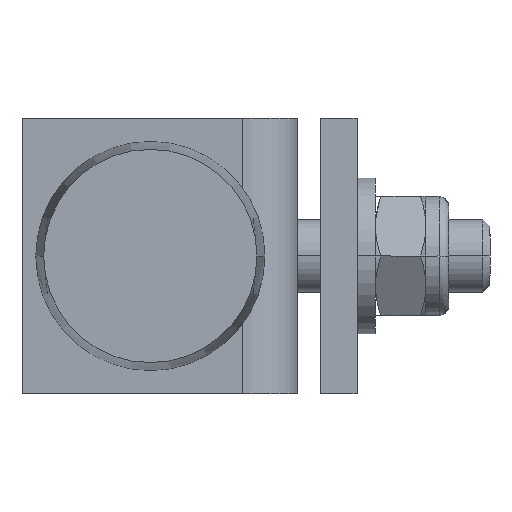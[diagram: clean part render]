
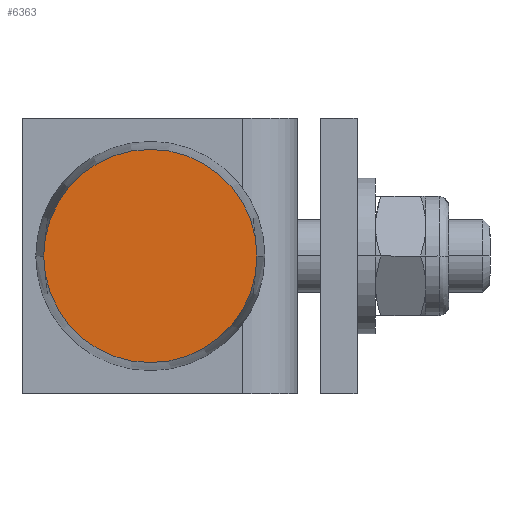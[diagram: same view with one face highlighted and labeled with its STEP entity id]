
A CAD part, left-side view. The second image highlights one B-rep face of the part: STEP entity #6363.
In plain terms, the highlighted planar face has unit normal (-1, 0, 0).
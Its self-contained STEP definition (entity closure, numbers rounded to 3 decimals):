
#57 = FACE_OUTER_BOUND ( 'NONE', #6096, .T. ) ;
#144 = VERTEX_POINT ( 'NONE', #2468 ) ;
#396 = PLANE ( 'NONE',  #6392 ) ;
#436 = DIRECTION ( 'NONE',  ( 1., 0., 0. ) ) ;
#589 = CARTESIAN_POINT ( 'NONE',  ( -16.6, 22.548, 0. ) ) ;
#841 = ORIENTED_EDGE ( 'NONE', *, *, #6274, .F. ) ;
#1016 = DIRECTION ( 'NONE',  ( 1., 0., 0. ) ) ;
#1084 = DIRECTION ( 'NONE',  ( 1., 0., 0. ) ) ;
#1335 = CIRCLE ( 'NONE', #5247, 11.63 ) ;
#2272 = CARTESIAN_POINT ( 'NONE',  ( -16.6, 10.918, 0. ) ) ;
#2468 = CARTESIAN_POINT ( 'NONE',  ( -16.6, 34.178, 0. ) ) ;
#2502 = CIRCLE ( 'NONE', #5953, 11.63 ) ;
#2782 = DIRECTION ( 'NONE',  ( 0., 1., 0. ) ) ;
#2794 = ORIENTED_EDGE ( 'NONE', *, *, #3846, .F. ) ;
#3291 = DIRECTION ( 'NONE',  ( 0., 1., 0. ) ) ;
#3846 = EDGE_CURVE ( 'NONE', #5208, #144, #2502, .T. ) ;
#4863 = DIRECTION ( 'NONE',  ( 0., 1., 0. ) ) ;
#4989 = CARTESIAN_POINT ( 'NONE',  ( -16.6, 22.548, 0. ) ) ;
#5208 = VERTEX_POINT ( 'NONE', #2272 ) ;
#5247 = AXIS2_PLACEMENT_3D ( 'NONE', #589, #1084, #2782 ) ;
#5334 = CARTESIAN_POINT ( 'NONE',  ( -16.6, 22.548, 11.63 ) ) ;
#5953 = AXIS2_PLACEMENT_3D ( 'NONE', #4989, #1016, #3291 ) ;
#6096 = EDGE_LOOP ( 'NONE', ( #841, #2794 ) ) ;
#6274 = EDGE_CURVE ( 'NONE', #144, #5208, #1335, .T. ) ;
#6363 = ADVANCED_FACE ( 'NONE', ( #57 ), #396, .F. ) ;
#6392 = AXIS2_PLACEMENT_3D ( 'NONE', #5334, #436, #4863 ) ;
